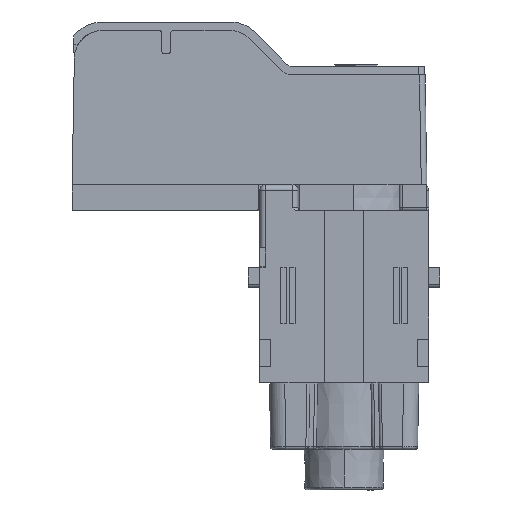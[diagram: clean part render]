
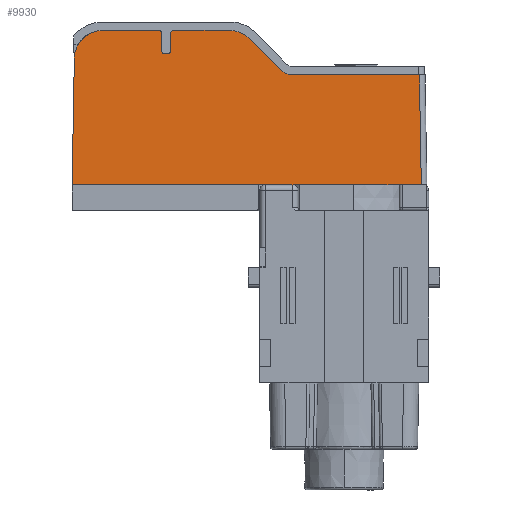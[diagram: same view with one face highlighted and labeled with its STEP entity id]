
A CAD part, left-side view. The second image highlights one B-rep face of the part: STEP entity #9930.
In plain terms, the highlighted face is planar.
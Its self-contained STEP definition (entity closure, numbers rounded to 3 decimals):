
#2310=CARTESIAN_POINT('',(128.957,56.836,
5.064));
#2320=VERTEX_POINT('',#2310);
#2370=CARTESIAN_POINT('',(129.019,60.371,
8.6));
#2380=DIRECTION('',(1.,0.,
-0.017));
#2390=DIRECTION('',(0.017,0.,
1.));
#2400=AXIS2_PLACEMENT_3D('',#2370,#2380,#2390);
#2410=ELLIPSE('',#2400,5.001,5.);
#2420=CARTESIAN_POINT('',(128.932,60.371,
3.6));
#2430=VERTEX_POINT('',#2420);
#2440=EDGE_CURVE('',#2320,#2430,#2410,.T.);
#3500=CARTESIAN_POINT('',(129.069,26.64,
11.5));
#3510=VERTEX_POINT('',#3500);
#3540=CARTESIAN_POINT('',(129.069,50.92,
11.5));
#3550=DIRECTION('',(0.,-1.,0.));
#3560=VECTOR('',#3550,1.);
#3570=LINE('',#3540,#3560);
#3580=CARTESIAN_POINT('',(129.069,49.157,
11.5));
#3590=VERTEX_POINT('',#3580);
#3600=EDGE_CURVE('',#3590,#3510,#3570,.T.);
#5550=CARTESIAN_POINT('',(129.41,55.2,
31.));
#5560=VERTEX_POINT('',#5550);
#5590=CARTESIAN_POINT('',(129.41,50.92,
31.));
#5600=DIRECTION('',(0.,-1.,0.));
#5610=VECTOR('',#5600,1.);
#5620=LINE('',#5590,#5610);
#5630=CARTESIAN_POINT('',(129.41,48.,
31.));
#5640=VERTEX_POINT('',#5630);
#5650=EDGE_CURVE('',#5560,#5640,#5620,.T.);
#6060=CARTESIAN_POINT('',(129.41,38.3,
31.));
#6070=VERTEX_POINT('',#6060);
#6100=CARTESIAN_POINT('',(129.41,50.92,
31.));
#6110=DIRECTION('',(0.,1.,0.));
#6120=VECTOR('',#6110,1.);
#6130=LINE('',#6100,#6120);
#6140=CARTESIAN_POINT('',(129.41,26.3,
31.));
#6150=VERTEX_POINT('',#6140);
#6160=EDGE_CURVE('',#6150,#6070,#6130,.T.);
#8600=CARTESIAN_POINT('',(129.41,50.92,
31.));
#8610=DIRECTION('',(1.,0.,
-0.017));
#8620=DIRECTION('',(0.,1.,0.));
#8630=AXIS2_PLACEMENT_3D('',#8600,#8610,#8620);
#8640=PLANE('',#8630);
#8650=ORIENTED_EDGE('',*,*,#6160,.F.);
#8660=CARTESIAN_POINT('',(129.41,50.92,
31.));
#8670=DIRECTION('',(0.,-1.,0.));
#8680=VECTOR('',#8670,1.);
#8690=LINE('',#8660,#8680);
#8700=EDGE_CURVE('',#5640,#6070,#8690,.T.);
#8710=ORIENTED_EDGE('',*,*,#8700,.T.);
#8720=ORIENTED_EDGE('',*,*,#5650,.T.);
#8730=CARTESIAN_POINT('',(129.41,88.3,31.));
#8740=VERTEX_POINT('',#8730);
#8750=EDGE_CURVE('',#8740,#5560,#5620,.T.);
#8760=ORIENTED_EDGE('',*,*,#8750,.T.);
#8770=CARTESIAN_POINT('',(129.41,88.3,
31.));
#8780=DIRECTION('',(0.017,0.017,
1.));
#8790=VECTOR('',#8780,1.);
#8800=LINE('',#8770,#8790);
#8810=CARTESIAN_POINT('',(129.017,87.907,
8.513));
#8820=VERTEX_POINT('',#8810);
#8830=EDGE_CURVE('',#8820,#8740,#8800,.T.);
#8840=ORIENTED_EDGE('',*,*,#8830,.T.);
#8850=CARTESIAN_POINT('',(129.019,82.908,
8.6));
#8860=DIRECTION('',(1.,0.,
-0.017));
#8870=DIRECTION('',(0.017,0.,
1.));
#8880=AXIS2_PLACEMENT_3D('',#8850,#8860,#8870);
#8890=ELLIPSE('',#8880,5.001,5.);
#8900=CARTESIAN_POINT('',(128.932,82.908,
3.6));
#8910=VERTEX_POINT('',#8900);
#8920=EDGE_CURVE('',#8910,#8820,#8890,.T.);
#8930=ORIENTED_EDGE('',*,*,#8920,.T.);
#8940=CARTESIAN_POINT('',(128.932,50.92,
3.6));
#8950=DIRECTION('',(0.,1.,0.));
#8960=VECTOR('',#8950,1.);
#8970=LINE('',#8940,#8960);
#8980=CARTESIAN_POINT('',(128.932,72.9,
3.6));
#8990=VERTEX_POINT('',#8980);
#9000=EDGE_CURVE('',#8990,#8910,#8970,.T.);
#9010=ORIENTED_EDGE('',*,*,#9000,.T.);
#9020=CARTESIAN_POINT('',(128.94,72.9,
4.1));
#9030=DIRECTION('',(1.,0.,
-0.017));
#9040=DIRECTION('',(0.017,0.,
1.));
#9050=AXIS2_PLACEMENT_3D('',#9020,#9030,#9040);
#9060=ELLIPSE('',#9050,0.5,0.5);
#9070=CARTESIAN_POINT('',(128.94,72.4,
4.1));
#9080=VERTEX_POINT('',#9070);
#9090=EDGE_CURVE('',#9080,#8990,#9060,.T.);
#9100=ORIENTED_EDGE('',*,*,#9090,.T.);
#9110=CARTESIAN_POINT('',(129.41,72.4,
31.));
#9120=DIRECTION('',(-0.017,0.,
-1.));
#9130=VECTOR('',#9120,1.);
#9140=LINE('',#9110,#9130);
#9150=CARTESIAN_POINT('',(128.994,72.4,
7.2));
#9160=VERTEX_POINT('',#9150);
#9170=EDGE_CURVE('',#9160,#9080,#9140,.T.);
#9180=ORIENTED_EDGE('',*,*,#9170,.T.);
#9190=CARTESIAN_POINT('',(128.994,71.9,
7.2));
#9200=DIRECTION('',(1.,0.,
-0.017));
#9210=DIRECTION('',(0.017,0.,
1.));
#9220=AXIS2_PLACEMENT_3D('',#9190,#9200,#9210);
#9230=ELLIPSE('',#9220,0.5,0.5);
#9240=CARTESIAN_POINT('',(129.003,71.9,
7.7));
#9250=VERTEX_POINT('',#9240);
#9260=EDGE_CURVE('',#9160,#9250,#9230,.T.);
#9270=ORIENTED_EDGE('',*,*,#9260,.F.);
#9280=CARTESIAN_POINT('',(129.003,50.92,
7.7));
#9290=DIRECTION('',(0.,1.,0.));
#9300=VECTOR('',#9290,1.);
#9310=LINE('',#9280,#9300);
#9320=CARTESIAN_POINT('',(129.003,71.3,
7.7));
#9330=VERTEX_POINT('',#9320);
#9340=EDGE_CURVE('',#9330,#9250,#9310,.T.);
#9350=ORIENTED_EDGE('',*,*,#9340,.T.);
#9360=CARTESIAN_POINT('',(128.994,71.3,
7.2));
#9370=DIRECTION('',(1.,0.,
-0.017));
#9380=DIRECTION('',(0.017,0.,
1.));
#9390=AXIS2_PLACEMENT_3D('',#9360,#9370,#9380);
#9400=ELLIPSE('',#9390,0.5,0.5);
#9410=CARTESIAN_POINT('',(128.994,70.8,
7.2));
#9420=VERTEX_POINT('',#9410);
#9430=EDGE_CURVE('',#9330,#9420,#9400,.T.);
#9440=ORIENTED_EDGE('',*,*,#9430,.F.);
#9450=CARTESIAN_POINT('',(129.41,70.8,
31.));
#9460=DIRECTION('',(0.017,0.,
1.));
#9470=VECTOR('',#9460,1.);
#9480=LINE('',#9450,#9470);
#9490=CARTESIAN_POINT('',(128.94,70.8,
4.1));
#9500=VERTEX_POINT('',#9490);
#9510=EDGE_CURVE('',#9500,#9420,#9480,.T.);
#9520=ORIENTED_EDGE('',*,*,#9510,.T.);
#9530=CARTESIAN_POINT('',(128.94,70.3,
4.1));
#9540=DIRECTION('',(1.,0.,
-0.017));
#9550=DIRECTION('',(0.017,0.,
1.));
#9560=AXIS2_PLACEMENT_3D('',#9530,#9540,#9550);
#9570=ELLIPSE('',#9560,0.5,0.5);
#9580=CARTESIAN_POINT('',(128.932,70.3,
3.6));
#9590=VERTEX_POINT('',#9580);
#9600=EDGE_CURVE('',#9590,#9500,#9570,.T.);
#9610=ORIENTED_EDGE('',*,*,#9600,.T.);
#9620=CARTESIAN_POINT('',(128.932,50.92,
3.6));
#9630=DIRECTION('',(0.,1.,0.));
#9640=VECTOR('',#9630,1.);
#9650=LINE('',#9620,#9640);
#9660=EDGE_CURVE('',#2430,#9590,#9650,.T.);
#9670=ORIENTED_EDGE('',*,*,#9660,.T.);
#9680=ORIENTED_EDGE('',*,*,#2440,.T.);
#9690=CARTESIAN_POINT('',(129.41,30.9,
31.));
#9700=DIRECTION('',(-0.012,0.707,
-0.707));
#9710=VECTOR('',#9700,1.);
#9720=LINE('',#9690,#9710);
#9730=CARTESIAN_POINT('',(129.054,51.279,
10.621));
#9740=VERTEX_POINT('',#9730);
#9750=EDGE_CURVE('',#9740,#2320,#9720,.T.);
#9760=ORIENTED_EDGE('',*,*,#9750,.T.);
#9770=CARTESIAN_POINT('',(129.017,49.157,
8.5));
#9780=DIRECTION('',(1.,0.,
-0.017));
#9790=DIRECTION('',(0.017,0.,
1.));
#9800=AXIS2_PLACEMENT_3D('',#9770,#9780,#9790);
#9810=ELLIPSE('',#9800,3.,3.);
#9820=EDGE_CURVE('',#9740,#3590,#9810,.T.);
#9830=ORIENTED_EDGE('',*,*,#9820,.F.);
#9840=ORIENTED_EDGE('',*,*,#3600,.F.);
#9850=CARTESIAN_POINT('',(129.409,26.3,
30.983));
#9860=DIRECTION('',(-0.017,0.017,
-1.));
#9870=VECTOR('',#9860,1.);
#9880=LINE('',#9850,#9870);
#9890=EDGE_CURVE('',#6150,#3510,#9880,.T.);
#9900=ORIENTED_EDGE('',*,*,#9890,.T.);
#9910=EDGE_LOOP('',(#9900,#9840,#9830,#9760,#9680,#9670,#9610,#9520,
#9440,#9350,#9270,#9180,#9100,#9010,#8930,#8840,#8760,#8720,#8710,#8650)
);
#9920=FACE_OUTER_BOUND('',#9910,.T.);
#9930=ADVANCED_FACE('',(#9920),#8640,.T.);
